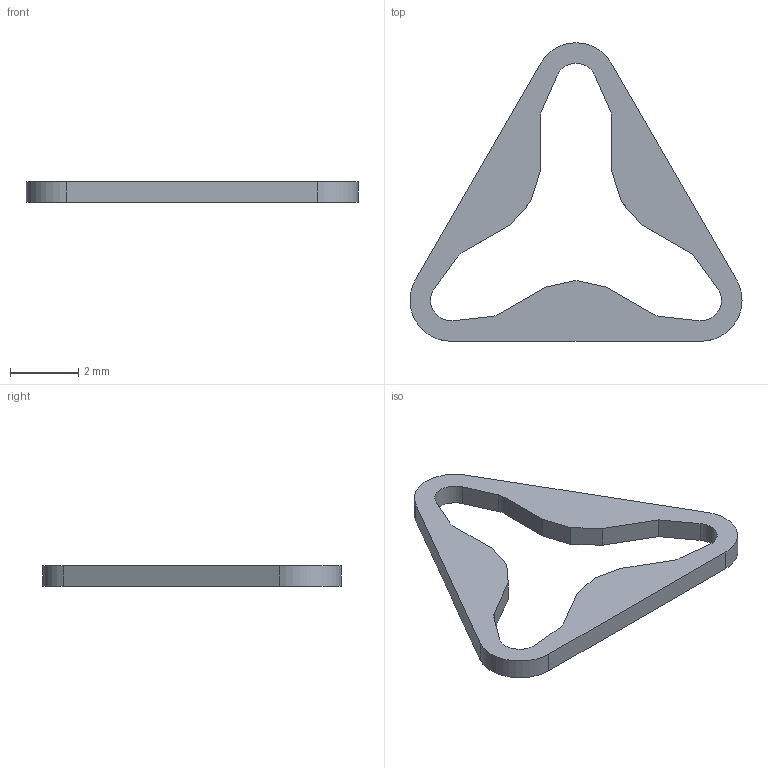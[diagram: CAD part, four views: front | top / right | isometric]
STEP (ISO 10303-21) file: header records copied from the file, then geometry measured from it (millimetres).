
FILE_DESCRIPTION(/* description */ (''),/* implementation_level */ '2;1');
FILE_NAME(/* name */ 'insert_layer_top02 v4.step',/* time_stamp */ '2024-02-06T12:36:08-05:00',/* author */ (''),/* organization */ (''),/* preprocessor_version */ 'ST-DEVELOPER v20',/* originating_system */ 'Autodesk Translation Framework v12.14.0.127',/* authorisation */ '');
FILE_SCHEMA (('AUTOMOTIVE_DESIGN { 1 0 10303 214 3 1 1 }'));
Length unit declared in the file: millimetre
Products named in the file (1): insert_layer_top02
Bounding box: 9.74 x 8.76 x 0.6 mm (x, y, z)
Volume: 16.8 mm3; surface area: 90.1 mm2
Topology: 1 solids, 1 shells, 34 faces, 96 edges, 64 vertices
Faces by surface type: plane 23, cylinder 11
Entity records: 1139 total; most frequent: CARTESIAN_POINT 195, ORIENTED_EDGE 192, DIRECTION 188, EDGE_CURVE 96, LINE 74, VECTOR 74, VERTEX_POINT 64, AXIS2_PLACEMENT_3D 57
